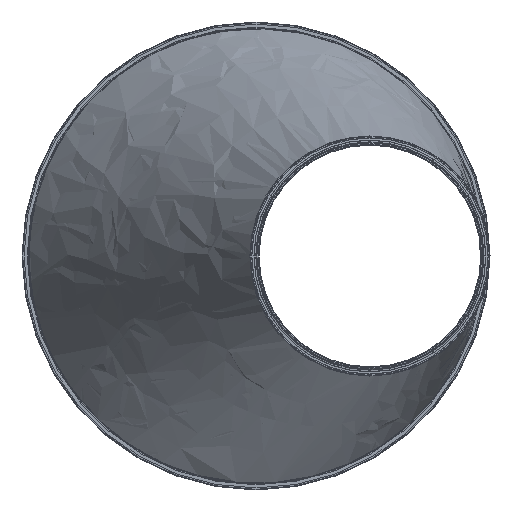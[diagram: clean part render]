
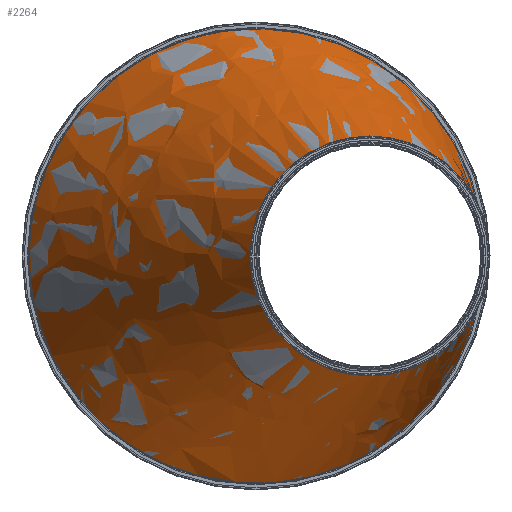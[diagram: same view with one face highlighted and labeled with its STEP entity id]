
A CAD part, left-side view. The second image highlights one B-rep face of the part: STEP entity #2264.
In plain terms, the highlighted free-form (B-spline) face has degree [1, 2] with [2, 9] control points.
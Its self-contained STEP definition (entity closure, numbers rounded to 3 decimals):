
#11=(
BOUNDED_SURFACE()
B_SPLINE_SURFACE(1,2,((#4114,#4115,#4116,#4117,#4118,#4119,#4120,#4121,
#4122),(#4123,#4124,#4125,#4126,#4127,#4128,#4129,#4130,#4131)),
 .UNSPECIFIED.,.F.,.T.,.F.)
B_SPLINE_SURFACE_WITH_KNOTS((2,2),(3,2,2,2,3),(-0.294,1.867),
(-3.142,-1.571,0.,1.571,3.142),
 .UNSPECIFIED.)
GEOMETRIC_REPRESENTATION_ITEM()
RATIONAL_B_SPLINE_SURFACE(((1.,0.707,1.,0.707,1.,
0.707,1.,0.707,1.),(1.,0.707,1.,0.707,
1.,0.707,1.,0.707,1.)))
REPRESENTATION_ITEM('')
SURFACE()
);
#22=B_SPLINE_CURVE_WITH_KNOTS('',1,(#4132,#4133),.UNSPECIFIED.,.F.,.F.,
(2,2),(-1.734,-0.025),.UNSPECIFIED.);
#280=FACE_OUTER_BOUND('',#468,.T.);
#468=EDGE_LOOP('',(#1676,#1677,#1678,#1679,#1680,#1681,#1682));
#631=CIRCLE('',#2493,124.45);
#632=CIRCLE('',#2494,124.45);
#633=CIRCLE('',#2495,124.45);
#640=CIRCLE('',#2508,249.375);
#641=CIRCLE('',#2509,249.375);
#1013=VERTEX_POINT('',#3713);
#1014=VERTEX_POINT('',#3714);
#1015=VERTEX_POINT('',#3716);
#1023=VERTEX_POINT('',#3892);
#1024=VERTEX_POINT('',#3893);
#1233=EDGE_CURVE('',#1013,#1014,#631,.T.);
#1234=EDGE_CURVE('',#1014,#1015,#632,.T.);
#1235=EDGE_CURVE('',#1015,#1013,#633,.T.);
#1245=EDGE_CURVE('',#1023,#1024,#640,.T.);
#1246=EDGE_CURVE('',#1024,#1023,#641,.T.);
#1255=EDGE_CURVE('',#1014,#1024,#22,.T.);
#1676=ORIENTED_EDGE('',*,*,#1235,.T.);
#1677=ORIENTED_EDGE('',*,*,#1233,.T.);
#1678=ORIENTED_EDGE('',*,*,#1255,.T.);
#1679=ORIENTED_EDGE('',*,*,#1246,.T.);
#1680=ORIENTED_EDGE('',*,*,#1245,.T.);
#1681=ORIENTED_EDGE('',*,*,#1255,.F.);
#1682=ORIENTED_EDGE('',*,*,#1234,.T.);
#2264=ADVANCED_FACE('',(#280),#11,.F.);
#2493=AXIS2_PLACEMENT_3D('',#3715,#3026,#3027);
#2494=AXIS2_PLACEMENT_3D('',#3717,#3028,#3029);
#2495=AXIS2_PLACEMENT_3D('',#3718,#3030,#3031);
#2508=AXIS2_PLACEMENT_3D('',#3894,#3057,#3058);
#2509=AXIS2_PLACEMENT_3D('',#3895,#3059,#3060);
#3026=DIRECTION('center_axis',(0.,0.,-1.));
#3027=DIRECTION('ref_axis',(1.,0.,0.));
#3028=DIRECTION('center_axis',(0.,0.,-1.));
#3029=DIRECTION('ref_axis',(1.,0.,0.));
#3030=DIRECTION('center_axis',(0.,0.,-1.));
#3031=DIRECTION('ref_axis',(1.,0.,0.));
#3057=DIRECTION('center_axis',(0.,0.,1.));
#3058=DIRECTION('ref_axis',(1.,0.,0.));
#3059=DIRECTION('center_axis',(0.,0.,1.));
#3060=DIRECTION('ref_axis',(1.,0.,0.));
#3713=CARTESIAN_POINT('',(-124.45,0.,0.));
#3714=CARTESIAN_POINT('',(-10.536,124.003,0.));
#3715=CARTESIAN_POINT('Origin',(0.,0.,0.));
#3716=CARTESIAN_POINT('',(124.45,0.,0.));
#3717=CARTESIAN_POINT('Origin',(0.,0.,0.));
#3718=CARTESIAN_POINT('Origin',(0.,0.,0.));
#3892=CARTESIAN_POINT('',(-124.45,0.,-393.));
#3893=CARTESIAN_POINT('',(103.813,248.48,-393.));
#3894=CARTESIAN_POINT('Origin',(124.925,0.,-393.));
#3895=CARTESIAN_POINT('Origin',(124.925,0.,-393.));
#4114=CARTESIAN_POINT('Ctrl Pts',(125.109,271.662,-466.192));
#4115=CARTESIAN_POINT('Ctrl Pts',(-124.45,271.662,-538.804));
#4116=CARTESIAN_POINT('Ctrl Pts',(-124.45,0.,-538.804));
#4117=CARTESIAN_POINT('Ctrl Pts',(-124.45,-271.662,-538.804));
#4118=CARTESIAN_POINT('Ctrl Pts',(125.109,-271.662,-466.192));
#4119=CARTESIAN_POINT('Ctrl Pts',(374.668,-271.662,-393.579));
#4120=CARTESIAN_POINT('Ctrl Pts',(374.668,0.,
-393.579));
#4121=CARTESIAN_POINT('Ctrl Pts',(374.668,271.662,-393.579));
#4122=CARTESIAN_POINT('Ctrl Pts',(125.109,271.662,-466.192));
#4123=CARTESIAN_POINT('Ctrl Pts',(-19.427,114.324,30.558));
#4124=CARTESIAN_POINT('Ctrl Pts',(-124.45,114.324,0.));
#4125=CARTESIAN_POINT('Ctrl Pts',(-124.45,0.,0.));
#4126=CARTESIAN_POINT('Ctrl Pts',(-124.45,-114.324,0.));
#4127=CARTESIAN_POINT('Ctrl Pts',(-19.427,-114.324,30.558));
#4128=CARTESIAN_POINT('Ctrl Pts',(85.596,-114.324,61.116));
#4129=CARTESIAN_POINT('Ctrl Pts',(85.596,0.,
61.116));
#4130=CARTESIAN_POINT('Ctrl Pts',(85.596,114.324,61.116));
#4131=CARTESIAN_POINT('Ctrl Pts',(-19.427,114.324,30.558));
#4132=CARTESIAN_POINT('Ctrl Pts',(-10.536,124.003,0.));
#4133=CARTESIAN_POINT('Ctrl Pts',(103.813,248.48,-393.));
